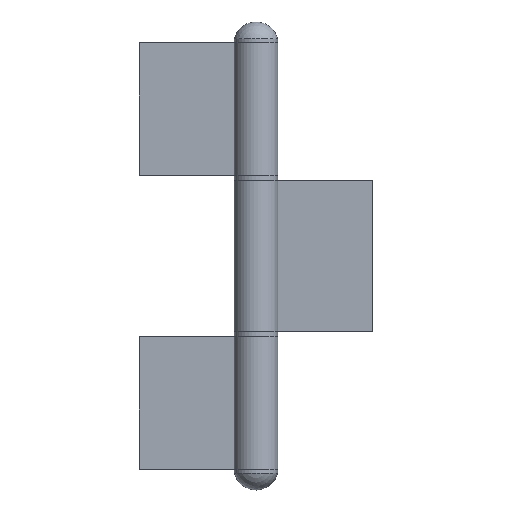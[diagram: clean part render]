
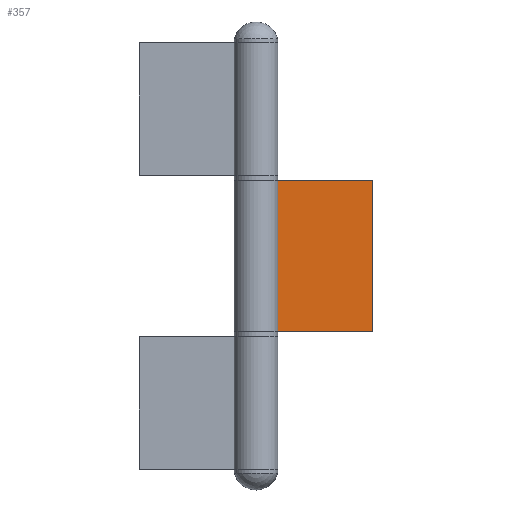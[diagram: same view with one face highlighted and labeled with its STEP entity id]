
A CAD part, top view. The second image highlights one B-rep face of the part: STEP entity #357.
In plain terms, the highlighted face is planar.
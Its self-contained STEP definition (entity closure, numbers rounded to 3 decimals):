
#217 = VERTEX_POINT ( 'NONE', #5599 ) ;
#357 = ADVANCED_FACE ( 'NONE', ( #8896 ), #12085, .F. ) ;
#653 = VECTOR ( 'NONE', #11447, 1000. ) ;
#1162 = EDGE_CURVE ( 'NONE', #10752, #217, #6246, .T. ) ;
#1289 = ORIENTED_EDGE ( 'NONE', *, *, #8268, .T. ) ;
#1969 = AXIS2_PLACEMENT_3D ( 'NONE', #8263, #10327, #2175 ) ;
#2175 = DIRECTION ( 'NONE',  ( 0., 0., 1. ) ) ;
#2331 = LINE ( 'NONE', #7136, #11817 ) ;
#2536 = CARTESIAN_POINT ( 'NONE',  ( -7.5, 40., 61.495 ) ) ;
#2638 = EDGE_CURVE ( 'NONE', #7057, #10752, #11491, .T. ) ;
#3486 = CARTESIAN_POINT ( 'NONE',  ( -7.5, 40., 0. ) ) ;
#4332 = DIRECTION ( 'NONE',  ( 0., 0., -1. ) ) ;
#4485 = DIRECTION ( 'NONE',  ( 0., 0., -1. ) ) ;
#4826 = CARTESIAN_POINT ( 'NONE',  ( -7.5, 40., 0. ) ) ;
#5599 = CARTESIAN_POINT ( 'NONE',  ( -7.5, -40., 0. ) ) ;
#5717 = ORIENTED_EDGE ( 'NONE', *, *, #1162, .F. ) ;
#5818 = CARTESIAN_POINT ( 'NONE',  ( -7.5, 40., 61.495 ) ) ;
#6246 = LINE ( 'NONE', #3486, #653 ) ;
#7057 = VERTEX_POINT ( 'NONE', #5818 ) ;
#7136 = CARTESIAN_POINT ( 'NONE',  ( -7.5, 40., 61.495 ) ) ;
#8263 = CARTESIAN_POINT ( 'NONE',  ( -7.5, 40., 61.495 ) ) ;
#8268 = EDGE_CURVE ( 'NONE', #7057, #9019, #2331, .T. ) ;
#8397 = CARTESIAN_POINT ( 'NONE',  ( -7.5, -40., 61.495 ) ) ;
#8851 = VECTOR ( 'NONE', #4485, 1000. ) ;
#8896 = FACE_OUTER_BOUND ( 'NONE', #12163, .T. ) ;
#9006 = CARTESIAN_POINT ( 'NONE',  ( -7.5, -40., 61.495 ) ) ;
#9019 = VERTEX_POINT ( 'NONE', #9006 ) ;
#9164 = ORIENTED_EDGE ( 'NONE', *, *, #12644, .T. ) ;
#9348 = DIRECTION ( 'NONE',  ( 0., -1., 0. ) ) ;
#9662 = ORIENTED_EDGE ( 'NONE', *, *, #2638, .F. ) ;
#10210 = VECTOR ( 'NONE', #4332, 1000. ) ;
#10327 = DIRECTION ( 'NONE',  ( -1., 0., 0. ) ) ;
#10752 = VERTEX_POINT ( 'NONE', #4826 ) ;
#11447 = DIRECTION ( 'NONE',  ( 0., -1., 0. ) ) ;
#11491 = LINE ( 'NONE', #2536, #8851 ) ;
#11817 = VECTOR ( 'NONE', #9348, 1000. ) ;
#12085 = PLANE ( 'NONE',  #1969 ) ;
#12163 = EDGE_LOOP ( 'NONE', ( #9164, #5717, #9662, #1289 ) ) ;
#12644 = EDGE_CURVE ( 'NONE', #9019, #217, #12853, .T. ) ;
#12853 = LINE ( 'NONE', #8397, #10210 ) ;
